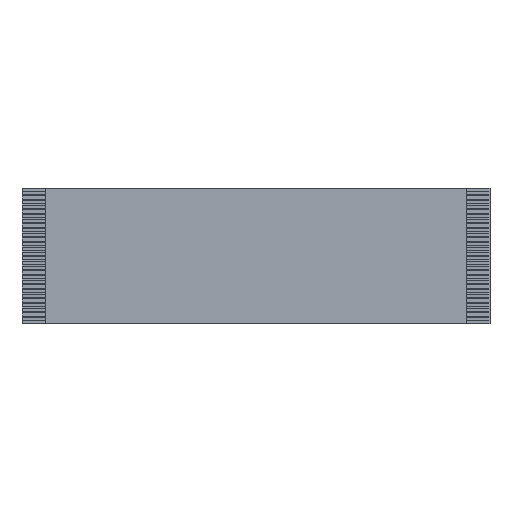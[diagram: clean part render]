
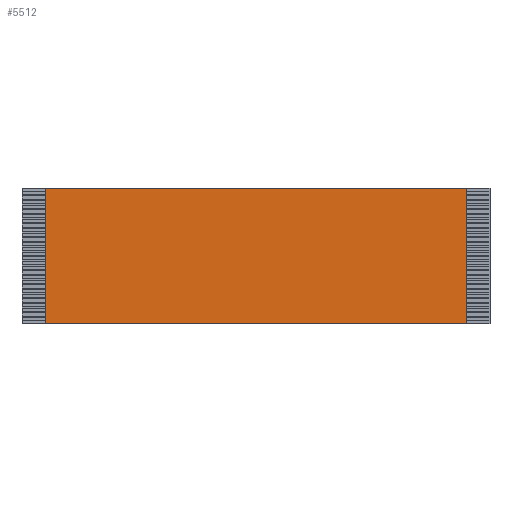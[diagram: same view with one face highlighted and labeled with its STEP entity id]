
A CAD part, top view. The second image highlights one B-rep face of the part: STEP entity #5512.
In plain terms, the highlighted planar face has unit normal (0, 0, 1).
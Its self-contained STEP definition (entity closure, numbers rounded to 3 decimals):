
#1173=ORIENTED_EDGE('',*,*,#1669,.T.);
#1174=ORIENTED_EDGE('',*,*,#1842,.F.);
#1175=ORIENTED_EDGE('',*,*,#1666,.F.);
#1176=ORIENTED_EDGE('',*,*,#1841,.T.);
#1666=EDGE_CURVE('',#2203,#2204,#2636,.T.);
#1669=EDGE_CURVE('',#2206,#2205,#2639,.T.);
#1841=EDGE_CURVE('',#2203,#2206,#2811,.T.);
#1842=EDGE_CURVE('',#2204,#2205,#2812,.T.);
#2203=VERTEX_POINT('',#7554);
#2204=VERTEX_POINT('',#7556);
#2205=VERTEX_POINT('',#7560);
#2206=VERTEX_POINT('',#7562);
#2636=LINE('',#7555,#3242);
#2639=LINE('',#7561,#3245);
#2811=LINE('',#7851,#3417);
#2812=LINE('',#7853,#3418);
#3242=VECTOR('',#6277,1000.);
#3245=VECTOR('',#6282,1000.);
#3417=VECTOR('',#6688,1000.);
#3418=VECTOR('',#6691,1000.);
#3605=EDGE_LOOP('',(#1173,#1174,#1175,#1176));
#3793=FACE_BOUND('',#3605,.T.);
#3981=PLANE('',#5707);
#5512=ADVANCED_FACE('',(#3793),#3981,.F.);
#5707=AXIS2_PLACEMENT_3D('',#7852,#6689,#6690);
#6277=DIRECTION('',(1.,0.,0.));
#6282=DIRECTION('',(1.,0.,0.));
#6688=DIRECTION('',(0.,-1.,0.));
#6689=DIRECTION('',(0.,0.,-1.));
#6690=DIRECTION('',(-1.,0.,0.));
#6691=DIRECTION('',(0.,-1.,0.));
#7554=CARTESIAN_POINT('',(-45.,14.5,0.138));
#7555=CARTESIAN_POINT('',(-45.,14.5,0.138));
#7556=CARTESIAN_POINT('',(45.,14.5,0.138));
#7560=CARTESIAN_POINT('',(45.,-14.5,0.138));
#7561=CARTESIAN_POINT('',(-45.,-14.5,0.138));
#7562=CARTESIAN_POINT('',(-45.,-14.5,0.138));
#7851=CARTESIAN_POINT('',(-45.,14.5,0.138));
#7852=CARTESIAN_POINT('',(-45.,14.5,0.138));
#7853=CARTESIAN_POINT('',(45.,14.5,0.138));
